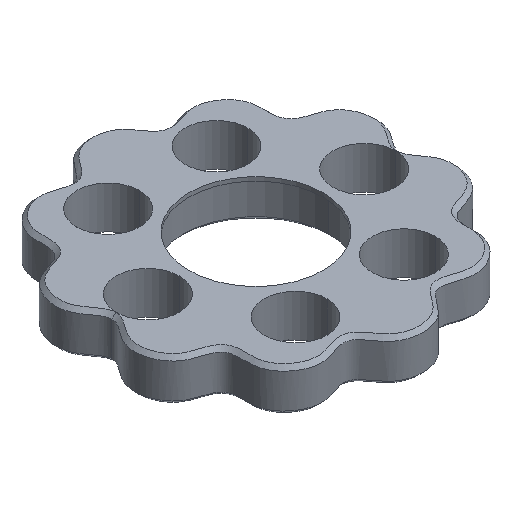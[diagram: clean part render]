
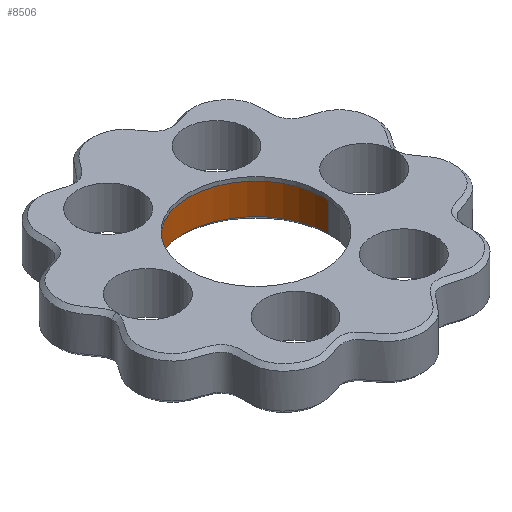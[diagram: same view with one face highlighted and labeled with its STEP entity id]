
A CAD part, isometric view. The second image highlights one B-rep face of the part: STEP entity #8506.
In plain terms, the highlighted cylindrical face has radius 7.575 mm (diameter 15.15 mm), a partial arc.
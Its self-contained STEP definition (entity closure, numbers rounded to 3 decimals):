
#18 = EDGE_CURVE ( 'NONE', #7529, #5001, #8168, .T. ) ;
#158 = VECTOR ( 'NONE', #3017, 1000. ) ;
#730 = EDGE_CURVE ( 'NONE', #11559, #5001, #12020, .T. ) ;
#991 = CARTESIAN_POINT ( 'NONE',  ( 0., 0., 4. ) ) ;
#2214 = AXIS2_PLACEMENT_3D ( 'NONE', #4521, #2404, #9355 ) ;
#2404 = DIRECTION ( 'NONE',  ( 0., 0., -1. ) ) ;
#2596 = CARTESIAN_POINT ( 'NONE',  ( -7.575, 0., 0.4 ) ) ;
#2916 = CARTESIAN_POINT ( 'NONE',  ( -7.575, 0., 4. ) ) ;
#2975 = VECTOR ( 'NONE', #3879, 1000. ) ;
#3017 = DIRECTION ( 'NONE',  ( 0., 0., -1. ) ) ;
#3044 = LINE ( 'NONE', #12686, #2975 ) ;
#3696 = FACE_OUTER_BOUND ( 'NONE', #5632, .T. ) ;
#3791 = CARTESIAN_POINT ( 'NONE',  ( 7.575, 0., 0.4 ) ) ;
#3879 = DIRECTION ( 'NONE',  ( 0., 0., -1. ) ) ;
#4521 = CARTESIAN_POINT ( 'NONE',  ( 0., 0., 4. ) ) ;
#5001 = VERTEX_POINT ( 'NONE', #3791 ) ;
#5190 = CARTESIAN_POINT ( 'NONE',  ( 0., 0., 0.4 ) ) ;
#5632 = EDGE_LOOP ( 'NONE', ( #11702, #11514, #6307, #12583 ) ) ;
#5744 = CYLINDRICAL_SURFACE ( 'NONE', #7086, 7.575 ) ;
#6097 = CARTESIAN_POINT ( 'NONE',  ( 7.575, 0., 4. ) ) ;
#6307 = ORIENTED_EDGE ( 'NONE', *, *, #10475, .T. ) ;
#6702 = CARTESIAN_POINT ( 'NONE',  ( 7.575, 0., 4. ) ) ;
#6732 = CIRCLE ( 'NONE', #2214, 7.575 ) ;
#6936 = EDGE_CURVE ( 'NONE', #7573, #11559, #6732, .T. ) ;
#7086 = AXIS2_PLACEMENT_3D ( 'NONE', #991, #7682, #8706 ) ;
#7529 = VERTEX_POINT ( 'NONE', #2596 ) ;
#7573 = VERTEX_POINT ( 'NONE', #2916 ) ;
#7682 = DIRECTION ( 'NONE',  ( 0., 0., -1. ) ) ;
#8023 = DIRECTION ( 'NONE',  ( 1., 0., 0. ) ) ;
#8168 = CIRCLE ( 'NONE', #11244, 7.575 ) ;
#8506 = ADVANCED_FACE ( 'NONE', ( #3696 ), #5744, .F. ) ;
#8706 = DIRECTION ( 'NONE',  ( -1., 0., 0. ) ) ;
#9355 = DIRECTION ( 'NONE',  ( -1., 0., 0. ) ) ;
#10475 = EDGE_CURVE ( 'NONE', #7573, #7529, #3044, .T. ) ;
#10984 = DIRECTION ( 'NONE',  ( 0., 0., -1. ) ) ;
#11244 = AXIS2_PLACEMENT_3D ( 'NONE', #5190, #10984, #8023 ) ;
#11514 = ORIENTED_EDGE ( 'NONE', *, *, #6936, .F. ) ;
#11559 = VERTEX_POINT ( 'NONE', #6702 ) ;
#11702 = ORIENTED_EDGE ( 'NONE', *, *, #730, .F. ) ;
#12020 = LINE ( 'NONE', #6097, #158 ) ;
#12583 = ORIENTED_EDGE ( 'NONE', *, *, #18, .T. ) ;
#12686 = CARTESIAN_POINT ( 'NONE',  ( -7.575, 0., 4. ) ) ;
